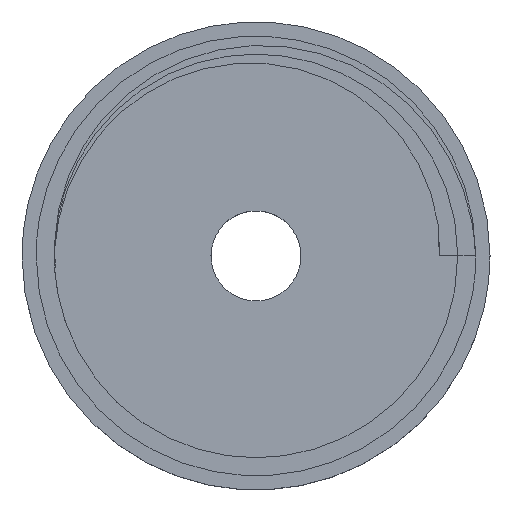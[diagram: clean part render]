
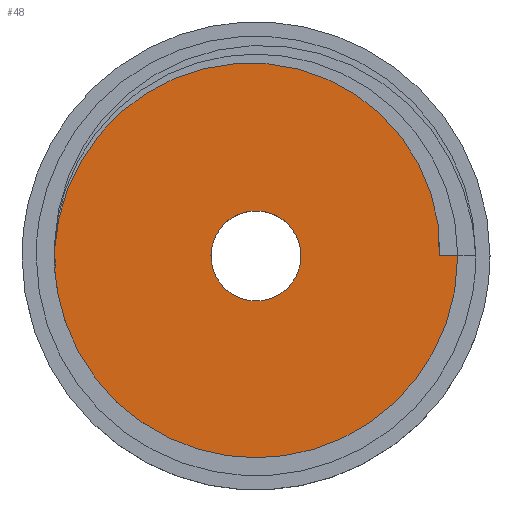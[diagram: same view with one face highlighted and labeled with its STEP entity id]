
A CAD part, top view. The second image highlights one B-rep face of the part: STEP entity #48.
In plain terms, the highlighted planar face has unit normal (0, 0, 1).
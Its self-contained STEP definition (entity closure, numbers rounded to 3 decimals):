
#37=FACE_BOUND('',#124,.T.);
#48=ADVANCED_FACE('',(#85,#37),#581,.T.);
#85=FACE_OUTER_BOUND('',#123,.T.);
#123=EDGE_LOOP('',(#190,#191));
#124=EDGE_LOOP('',(#192,#193));
#190=ORIENTED_EDGE('',*,*,#328,.T.);
#191=ORIENTED_EDGE('',*,*,#353,.T.);
#192=ORIENTED_EDGE('',*,*,#331,.T.);
#193=ORIENTED_EDGE('',*,*,#356,.T.);
#328=EDGE_CURVE('',#504,#519,#408,.T.);
#331=EDGE_CURVE('',#506,#521,#411,.T.);
#353=EDGE_CURVE('',#519,#504,#426,.T.);
#356=EDGE_CURVE('',#521,#506,#429,.T.);
#408=(
BOUNDED_CURVE()
B_SPLINE_CURVE(2,(#1303,#1304,#1305,#1306,#1307),.UNSPECIFIED.,.F.,.F.)
B_SPLINE_CURVE_WITH_KNOTS((3,2,3),(0.,17.609,35.217),
 .UNSPECIFIED.)
CURVE()
GEOMETRIC_REPRESENTATION_ITEM()
RATIONAL_B_SPLINE_CURVE((1.,0.707,1.,0.707,1.))
REPRESENTATION_ITEM('')
);
#411=(
BOUNDED_CURVE()
B_SPLINE_CURVE(2,(#1315,#1316,#1317,#1318,#1319),.UNSPECIFIED.,.F.,.F.)
B_SPLINE_CURVE_WITH_KNOTS((3,2,3),(70.435,74.361,78.288),
 .UNSPECIFIED.)
CURVE()
GEOMETRIC_REPRESENTATION_ITEM()
RATIONAL_B_SPLINE_CURVE((1.,0.707,1.,0.707,1.))
REPRESENTATION_ITEM('')
);
#426=(
BOUNDED_CURVE()
B_SPLINE_CURVE(2,(#1722,#1723,#1724,#1725,#1726),.UNSPECIFIED.,.F.,.F.)
B_SPLINE_CURVE_WITH_KNOTS((3,2,3),(35.217,52.826,70.435),
 .UNSPECIFIED.)
CURVE()
GEOMETRIC_REPRESENTATION_ITEM()
RATIONAL_B_SPLINE_CURVE((1.,0.707,1.,0.707,1.))
REPRESENTATION_ITEM('')
);
#429=(
BOUNDED_CURVE()
B_SPLINE_CURVE(2,(#1734,#1735,#1736,#1737,#1738),.UNSPECIFIED.,.F.,.F.)
B_SPLINE_CURVE_WITH_KNOTS((3,2,3),(78.288,82.215,86.142),
 .UNSPECIFIED.)
CURVE()
GEOMETRIC_REPRESENTATION_ITEM()
RATIONAL_B_SPLINE_CURVE((1.,0.707,1.,0.707,1.))
REPRESENTATION_ITEM('')
);
#504=VERTEX_POINT('',#1180);
#506=VERTEX_POINT('',#1182);
#519=VERTEX_POINT('',#1195);
#521=VERTEX_POINT('',#1197);
#581=PLANE('',#612);
#612=AXIS2_PLACEMENT_3D('',#1011,#627,$);
#627=DIRECTION('',(0.,0.,1.));
#1011=CARTESIAN_POINT('',(-252.237,-31.738,2.5));
#1180=CARTESIAN_POINT('',(-255.29,-47.,2.5));
#1182=CARTESIAN_POINT('',(-265.,-47.,2.5));
#1195=CARTESIAN_POINT('',(-279.71,-47.,2.5));
#1197=CARTESIAN_POINT('',(-270.,-47.,2.5));
#1303=CARTESIAN_POINT('',(-255.29,-47.,2.5));
#1304=CARTESIAN_POINT('',(-255.29,-34.79,2.5));
#1305=CARTESIAN_POINT('',(-267.5,-34.79,2.5));
#1306=CARTESIAN_POINT('',(-279.71,-34.79,2.5));
#1307=CARTESIAN_POINT('',(-279.71,-47.,2.5));
#1315=CARTESIAN_POINT('',(-265.,-47.,2.5));
#1316=CARTESIAN_POINT('',(-265.,-49.5,2.5));
#1317=CARTESIAN_POINT('',(-267.5,-49.5,2.5));
#1318=CARTESIAN_POINT('',(-270.,-49.5,2.5));
#1319=CARTESIAN_POINT('',(-270.,-47.,2.5));
#1722=CARTESIAN_POINT('',(-279.71,-47.,2.5));
#1723=CARTESIAN_POINT('',(-279.71,-59.21,2.5));
#1724=CARTESIAN_POINT('',(-267.5,-59.21,2.5));
#1725=CARTESIAN_POINT('',(-255.29,-59.21,2.5));
#1726=CARTESIAN_POINT('',(-255.29,-47.,2.5));
#1734=CARTESIAN_POINT('',(-270.,-47.,2.5));
#1735=CARTESIAN_POINT('',(-270.,-44.5,2.5));
#1736=CARTESIAN_POINT('',(-267.5,-44.5,2.5));
#1737=CARTESIAN_POINT('',(-265.,-44.5,2.5));
#1738=CARTESIAN_POINT('',(-265.,-47.,2.5));
